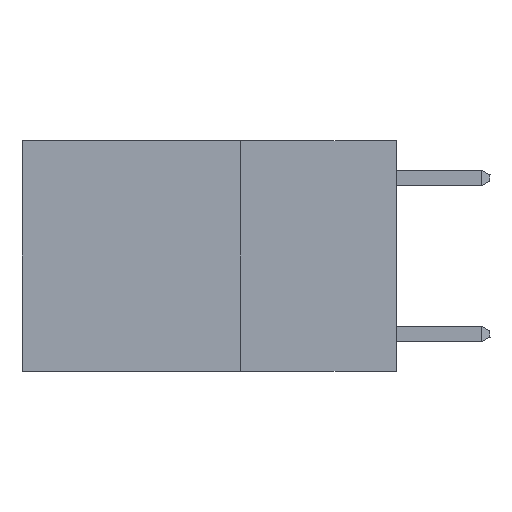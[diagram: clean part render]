
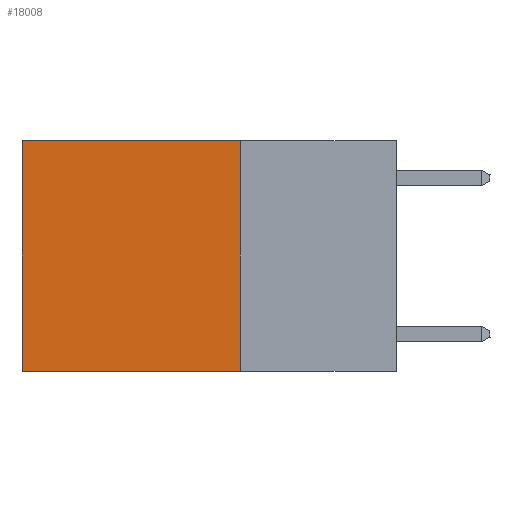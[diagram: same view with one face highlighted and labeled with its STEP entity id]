
A CAD part, left-side view. The second image highlights one B-rep face of the part: STEP entity #18008.
In plain terms, the highlighted planar face has unit normal (-1, 0, 0).
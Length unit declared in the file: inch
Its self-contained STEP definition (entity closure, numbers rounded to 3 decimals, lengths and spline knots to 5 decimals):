
#1436 = CARTESIAN_POINT ( 'NONE',  ( 0.2625, 0.25, 0. ) ) ;
#2639 = VERTEX_POINT ( 'NONE', #17488 ) ;
#4341 = ORIENTED_EDGE ( 'NONE', *, *, #25663, .T. ) ;
#5262 = VERTEX_POINT ( 'NONE', #11731 ) ;
#7127 = FACE_OUTER_BOUND ( 'NONE', #21613, .T. ) ;
#7803 = EDGE_CURVE ( 'NONE', #26187, #21093, #28881, .T. ) ;
#10538 = AXIS2_PLACEMENT_3D ( 'NONE', #27061, #14162, #17097 ) ;
#10639 = VECTOR ( 'NONE', #26592, 39.37008 ) ;
#11731 = CARTESIAN_POINT ( 'NONE',  ( 0.2625, 0.6, 0. ) ) ;
#13893 = ORIENTED_EDGE ( 'NONE', *, *, #27395, .T. ) ;
#14162 = DIRECTION ( 'NONE',  ( 1., 0., 0. ) ) ;
#15780 = LINE ( 'NONE', #31565, #28610 ) ;
#15954 = CARTESIAN_POINT ( 'NONE',  ( 0.2625, 0.6, 0. ) ) ;
#17097 = DIRECTION ( 'NONE',  ( 0., 0., -1. ) ) ;
#17488 = CARTESIAN_POINT ( 'NONE',  ( 0.2625, 0.6, -0.37 ) ) ;
#18008 = ADVANCED_FACE ( 'NONE', ( #7127 ), #24628, .F. ) ;
#19826 = CARTESIAN_POINT ( 'NONE',  ( 0.2625, 0.25, 0. ) ) ;
#20675 = EDGE_CURVE ( 'NONE', #21093, #2639, #21686, .T. ) ;
#21093 = VERTEX_POINT ( 'NONE', #26248 ) ;
#21613 = EDGE_LOOP ( 'NONE', ( #13893, #28587, #26599, #4341 ) ) ;
#21686 = LINE ( 'NONE', #28555, #10639 ) ;
#23485 = VECTOR ( 'NONE', #30833, 39.37008 ) ;
#23736 = VECTOR ( 'NONE', #31024, 39.37008 ) ;
#24628 = PLANE ( 'NONE',  #10538 ) ;
#25663 = EDGE_CURVE ( 'NONE', #26187, #5262, #15780, .T. ) ;
#26187 = VERTEX_POINT ( 'NONE', #19826 ) ;
#26248 = CARTESIAN_POINT ( 'NONE',  ( 0.2625, 0.25, -0.37 ) ) ;
#26592 = DIRECTION ( 'NONE',  ( 0., 1., 0. ) ) ;
#26599 = ORIENTED_EDGE ( 'NONE', *, *, #7803, .F. ) ;
#27061 = CARTESIAN_POINT ( 'NONE',  ( 0.2625, 0.25, 0. ) ) ;
#27395 = EDGE_CURVE ( 'NONE', #5262, #2639, #28529, .T. ) ;
#28529 = LINE ( 'NONE', #15954, #23485 ) ;
#28555 = CARTESIAN_POINT ( 'NONE',  ( 0.2625, 0.25, -0.37 ) ) ;
#28587 = ORIENTED_EDGE ( 'NONE', *, *, #20675, .F. ) ;
#28610 = VECTOR ( 'NONE', #31407, 39.37008 ) ;
#28881 = LINE ( 'NONE', #1436, #23736 ) ;
#30833 = DIRECTION ( 'NONE',  ( 0., 0., -1. ) ) ;
#31024 = DIRECTION ( 'NONE',  ( 0., 0., -1. ) ) ;
#31407 = DIRECTION ( 'NONE',  ( 0., 1., 0. ) ) ;
#31565 = CARTESIAN_POINT ( 'NONE',  ( 0.2625, 0.25, 0. ) ) ;
